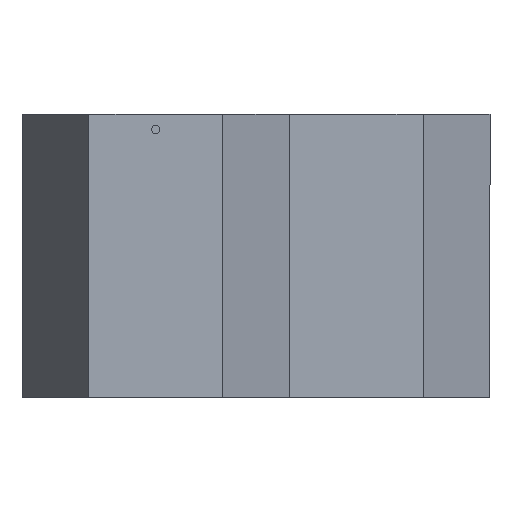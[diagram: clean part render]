
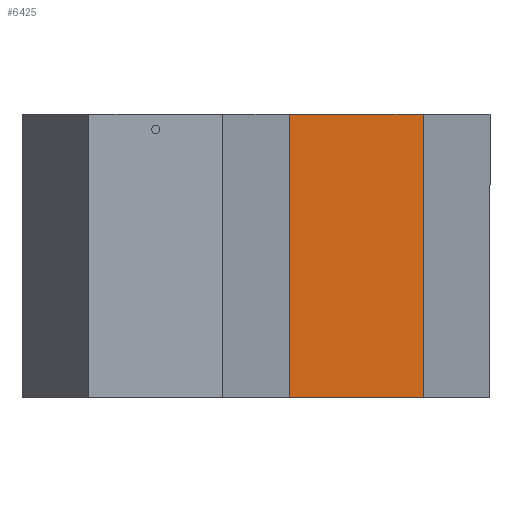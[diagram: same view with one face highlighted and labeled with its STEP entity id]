
A CAD part, top view. The second image highlights one B-rep face of the part: STEP entity #6425.
In plain terms, the highlighted face is planar.
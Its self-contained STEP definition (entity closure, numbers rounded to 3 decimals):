
#38 = EDGE_CURVE ( 'NONE', #5964, #6212, #2602, .T. ) ;
#341 = LINE ( 'NONE', #3871, #4025 ) ;
#690 = EDGE_CURVE ( 'NONE', #4988, #8915, #7626, .T. ) ;
#720 = DIRECTION ( 'NONE',  ( -0.5, 0., -0.866 ) ) ;
#936 = CARTESIAN_POINT ( 'NONE',  ( 51.962, -110., 0. ) ) ;
#1108 = PLANE ( 'NONE',  #8954 ) ;
#1295 = ORIENTED_EDGE ( 'NONE', *, *, #1396, .F. ) ;
#1396 = EDGE_CURVE ( 'NONE', #4988, #5964, #7861, .T. ) ;
#1937 = CARTESIAN_POINT ( 'NONE',  ( 51.962, 0., 0. ) ) ;
#2005 = VECTOR ( 'NONE', #2811, 1000. ) ;
#2016 = CARTESIAN_POINT ( 'NONE',  ( 25.981, -110., -45. ) ) ;
#2038 = ORIENTED_EDGE ( 'NONE', *, *, #690, .T. ) ;
#2469 = ORIENTED_EDGE ( 'NONE', *, *, #38, .F. ) ;
#2478 = FACE_OUTER_BOUND ( 'NONE', #4219, .T. ) ;
#2589 = DIRECTION ( 'NONE',  ( 0.866, 0., -0.5 ) ) ;
#2602 = LINE ( 'NONE', #1937, #4559 ) ;
#2788 = CARTESIAN_POINT ( 'NONE',  ( 51.962, 0., 0. ) ) ;
#2811 = DIRECTION ( 'NONE',  ( 0., 1., 0. ) ) ;
#3871 = CARTESIAN_POINT ( 'NONE',  ( 25.981, -110., -45. ) ) ;
#4025 = VECTOR ( 'NONE', #6784, 1000. ) ;
#4219 = EDGE_LOOP ( 'NONE', ( #2469, #1295, #2038, #4958 ) ) ;
#4559 = VECTOR ( 'NONE', #9253, 1000. ) ;
#4954 = EDGE_CURVE ( 'NONE', #8915, #6212, #341, .T. ) ;
#4958 = ORIENTED_EDGE ( 'NONE', *, *, #4954, .T. ) ;
#4988 = VERTEX_POINT ( 'NONE', #936 ) ;
#5687 = VECTOR ( 'NONE', #720, 1000. ) ;
#5888 = CARTESIAN_POINT ( 'NONE',  ( 51.962, -110., 0. ) ) ;
#5964 = VERTEX_POINT ( 'NONE', #2788 ) ;
#6212 = VERTEX_POINT ( 'NONE', #8980 ) ;
#6425 = ADVANCED_FACE ( 'NONE', ( #2478 ), #1108, .T. ) ;
#6463 = CARTESIAN_POINT ( 'NONE',  ( 51.962, -110., 0. ) ) ;
#6784 = DIRECTION ( 'NONE',  ( 0., 1., 0. ) ) ;
#7626 = LINE ( 'NONE', #5888, #5687 ) ;
#7715 = DIRECTION ( 'NONE',  ( -0.5, 0., -0.866 ) ) ;
#7861 = LINE ( 'NONE', #6463, #2005 ) ;
#8915 = VERTEX_POINT ( 'NONE', #2016 ) ;
#8954 = AXIS2_PLACEMENT_3D ( 'NONE', #9160, #2589, #7715 ) ;
#8980 = CARTESIAN_POINT ( 'NONE',  ( 25.981, 0., -45. ) ) ;
#9160 = CARTESIAN_POINT ( 'NONE',  ( 51.962, -110., 0. ) ) ;
#9253 = DIRECTION ( 'NONE',  ( -0.5, 0., -0.866 ) ) ;
